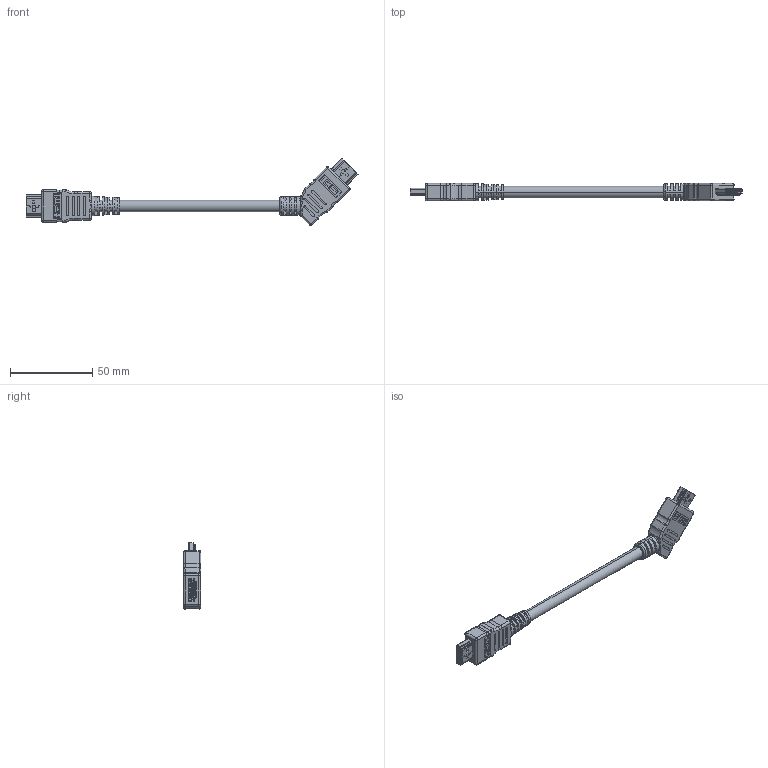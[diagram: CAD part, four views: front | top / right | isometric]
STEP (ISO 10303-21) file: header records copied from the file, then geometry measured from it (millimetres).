
FILE_DESCRIPTION (( 'STEP AP203' ), '1' );
FILE_NAME ('HDCA454MM.STEP', '2013-07-30T18:11:03', ( 'x' ), ( '' ), 'SwSTEP 2.0', 'SolidWorks 2012', '' );
FILE_SCHEMA (( 'CONFIG_CONTROL_DESIGN' ));
Length unit declared in the file: inch
Products named in the file (13): HDCA454MM; MTN-802_RIGHT EXIT; MTN-793_RIGHT EXIT; 1AH05-013(HDMI TYPE A MALE SHORT )___; MTN-793; MTN-518_with Global Connectivity logo - No Cable; 1AH05-007(HDMI TYPE A MALE)___; HDMI TYPE A MALE  BACK SHELL___; HDMI TYPE A MALE HOUSING___; HDMI TYPE A MALE SHELL___; 3AB14-022-MA2
Assembly tree (14 placements, depth 5):
  HDCA454MM
    3AB14-022-MA2
    MTN-518_with Global Connectivity logo - No Cable
      MTN-518_with Global Connectivity logo - No Cable
      1AH05-007(HDMI TYPE A MALE)___
        HDMI TYPE A MALE SHELL___
        HDMI TYPE A MALE HOUSING___
        HDMI TYPE A MALE  BACK SHELL___
    MTN-802_RIGHT EXIT
      MTN-802_RIGHT EXIT
      MTN-793_RIGHT EXIT
        MTN-793
        1AH05-013(HDMI TYPE A MALE SHORT )___
          HDMI TYPE A MALE SHELL___
          HDMI TYPE A MALE HOUSING___
Bounding box: 201.52 x 10.88 x 40.52 mm (x, y, z)
Volume: 21598.1 mm3; surface area: 16835.4 mm2
Topology: 47 solids, 47 shells, 4919 faces, 12881 edges, 8430 vertices
Faces by surface type: plane 4031, cylinder 611, bspline 181, torus 50, sphere 44, cone 2
Entity records: 93420 total; most frequent: CARTESIAN_POINT 21119, ORIENTED_EDGE 15062, DIRECTION 13645, EDGE_CURVE 7531, VECTOR 6227, LINE 6227, VERTEX_POINT 4925, AXIS2_PLACEMENT_3D 3709
